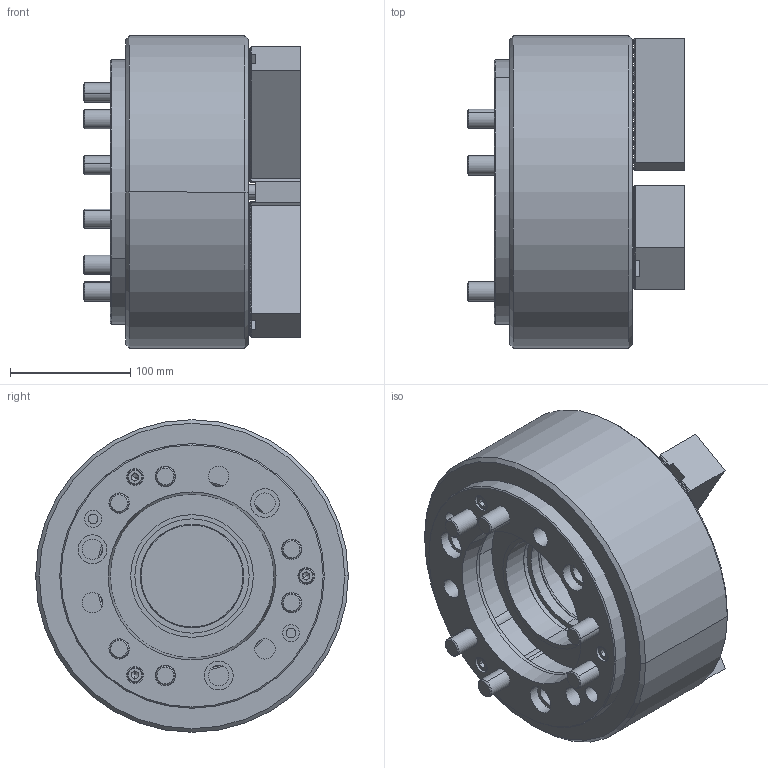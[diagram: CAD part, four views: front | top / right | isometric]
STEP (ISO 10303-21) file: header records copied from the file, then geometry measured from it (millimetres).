
FILE_DESCRIPTION (( 'STEP AP203' ), '1' );
FILE_NAME ('CF-3H-210A8.STEP', '2018-08-01T01:09:17', ( '' ), ( '' ), 'SwSTEP 2.0', 'SolidWorks 2016', '' );
FILE_SCHEMA (( 'CONFIG_CONTROL_DESIGN' ));
Length unit declared in the file: millimetre
Products named in the file (11): M16x120; M8x20; CF-3H-210本體; CF-3H-210A8; CF-3H-10中孔塞; M12x30; M6x10半圓頭; CF-3H-210防塵套; CF-3H-210中仁; CF-3H-10A8法蘭板; CF-SJ-10
Assembly tree (26 placements, depth 2):
  CF-3H-210A8
    CF-3H-210本體
    CF-3H-210中仁
    CF-3H-210防塵套
    CF-3H-10中孔塞
    CF-SJ-10  x3
    M6x10半圓頭  x3
    M12x30  x6
    M16x120  x6
    CF-3H-10A8法蘭板
    M8x20  x3
Bounding box: 180.25 x 260 x 260 mm (x, y, z)
Volume: 5320853.5 mm3; surface area: 594742.9 mm2
Topology: 26 solids, 26 shells, 2531 faces, 7093 edges, 4631 vertices
Faces by surface type: plane 1675, cylinder 677, cone 160, torus 19
Entity records: 32236 total; most frequent: CARTESIAN_POINT 6522, ORIENTED_EDGE 5290, DIRECTION 4757, EDGE_CURVE 2645, VECTOR 1829, LINE 1829, VERTEX_POINT 1737, AXIS2_PLACEMENT_3D 1464
